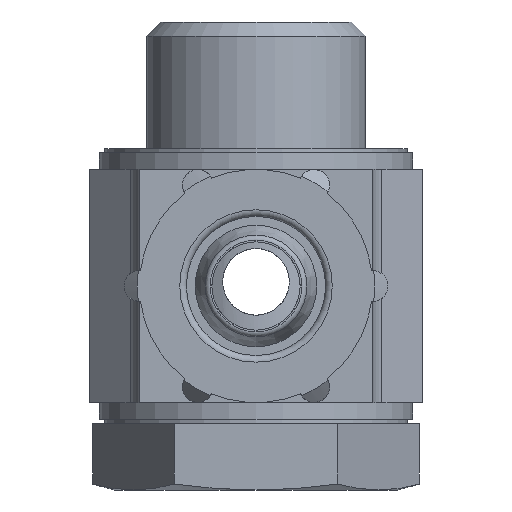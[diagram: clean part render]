
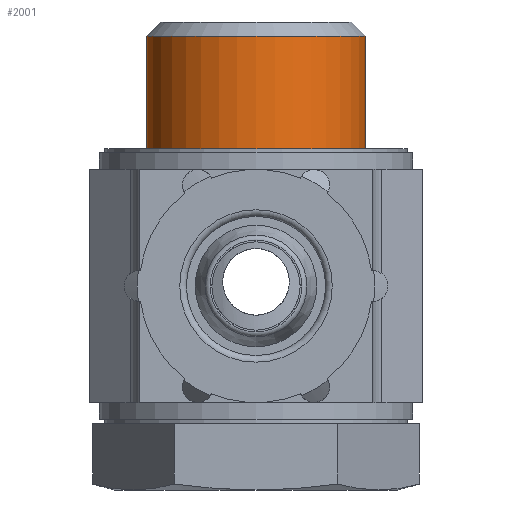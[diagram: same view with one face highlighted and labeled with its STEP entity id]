
A CAD part, left-side view. The second image highlights one B-rep face of the part: STEP entity #2001.
In plain terms, the highlighted cylindrical face has radius 6.579 mm (diameter 13.157 mm), a full revolution.
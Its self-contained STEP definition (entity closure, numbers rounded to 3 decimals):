
#665=ORIENTED_EDGE('',*,*,#1059,.F.);
#666=ORIENTED_EDGE('',*,*,#1058,.T.);
#1058=EDGE_CURVE('',#1292,#1292,#1431,.T.);
#1059=EDGE_CURVE('',#1293,#1293,#1432,.T.);
#1292=VERTEX_POINT('',#3534);
#1293=VERTEX_POINT('',#3537);
#1431=CIRCLE('',#2266,6.579);
#1432=CIRCLE('',#2268,6.579);
#1619=EDGE_LOOP('',(#665));
#1620=EDGE_LOOP('',(#666));
#1809=FACE_BOUND('',#1619,.T.);
#1810=FACE_BOUND('',#1620,.T.);
#1906=CYLINDRICAL_SURFACE('',#2267,6.579);
#2001=ADVANCED_FACE('',(#1809,#1810),#1906,.T.);
#2266=AXIS2_PLACEMENT_3D('',#3533,#2758,#2759);
#2267=AXIS2_PLACEMENT_3D('',#3535,#2760,#2761);
#2268=AXIS2_PLACEMENT_3D('',#3536,#2762,#2763);
#2758=DIRECTION('',(0.,-1.,0.));
#2759=DIRECTION('',(1.,0.,0.));
#2760=DIRECTION('',(0.,-1.,0.));
#2761=DIRECTION('',(1.,0.,0.));
#2762=DIRECTION('',(0.,-1.,0.));
#2763=DIRECTION('',(1.,0.,0.));
#3533=CARTESIAN_POINT('',(0.,11.4,0.));
#3534=CARTESIAN_POINT('',(6.579,11.4,0.));
#3535=CARTESIAN_POINT('',(0.,0.,0.));
#3536=CARTESIAN_POINT('',(0.,0.856,0.));
#3537=CARTESIAN_POINT('',(6.579,0.856,0.));
